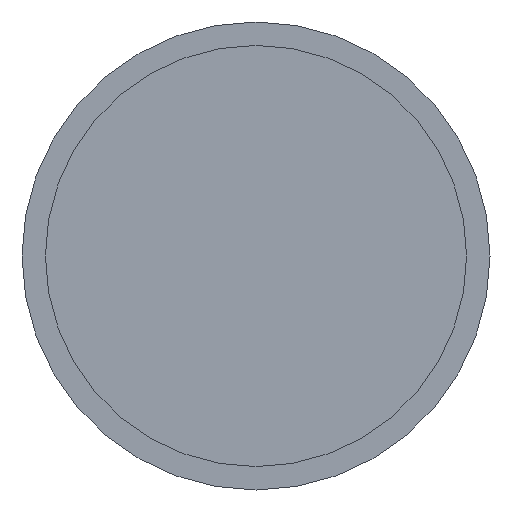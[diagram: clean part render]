
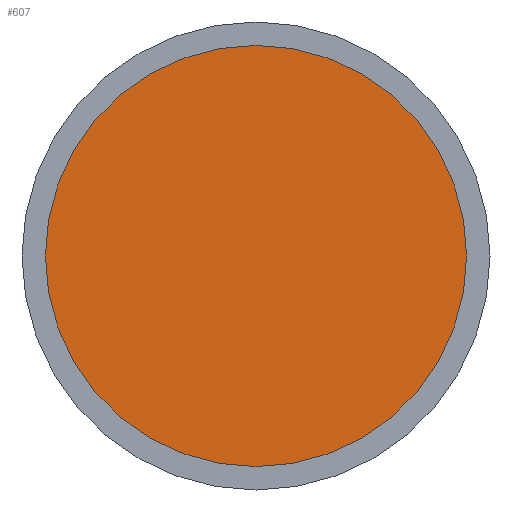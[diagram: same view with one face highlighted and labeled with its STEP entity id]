
A CAD part, front view. The second image highlights one B-rep face of the part: STEP entity #607.
In plain terms, the highlighted planar face has unit normal (0, -1, 0).
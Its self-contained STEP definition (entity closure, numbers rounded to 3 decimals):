
#244=CARTESIAN_POINT('',(0.,-45.126,0.));
#245=DIRECTION('',(0.,-1.,0.));
#246=DIRECTION('',(1.,0.,0.));
#247=AXIS2_PLACEMENT_3D('',#244,#245,#246);
#266=CARTESIAN_POINT('',(0.,-45.126,0.));
#267=DIRECTION('',(0.,1.,0.));
#268=DIRECTION('',(1.,0.,0.));
#269=AXIS2_PLACEMENT_3D('',#266,#267,#268);
#308=CARTESIAN_POINT('',(13.5,-45.126,0.));
#310=VERTEX_POINT('',#308);
#312=CARTESIAN_POINT('',(-13.5,-45.126,0.));
#314=VERTEX_POINT('',#312);
#598=CARTESIAN_POINT('',(0.,-45.126,0.));
#599=DIRECTION('',(0.,-1.,0.));
#600=DIRECTION('',(-1.,0.,0.));
#601=AXIS2_PLACEMENT_3D('',#598,#599,#600);
#602=PLANE('',#601);
#603=ORIENTED_EDGE('',*,*,#593,.T.);
#604=ORIENTED_EDGE('',*,*,#577,.F.);
#605=EDGE_LOOP('',(#603,#604));
#606=FACE_OUTER_BOUND('',#605,.F.);
#607=ADVANCED_FACE('',(#606),#602,.T.);
#248=CIRCLE('',#247,13.5);
#270=CIRCLE('',#269,13.5);
#577=EDGE_CURVE('',#310,#314,#248,.T.);
#593=EDGE_CURVE('',#310,#314,#270,.T.);
